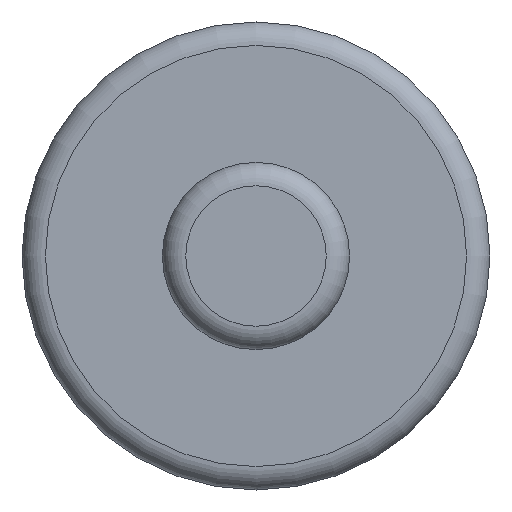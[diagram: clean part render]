
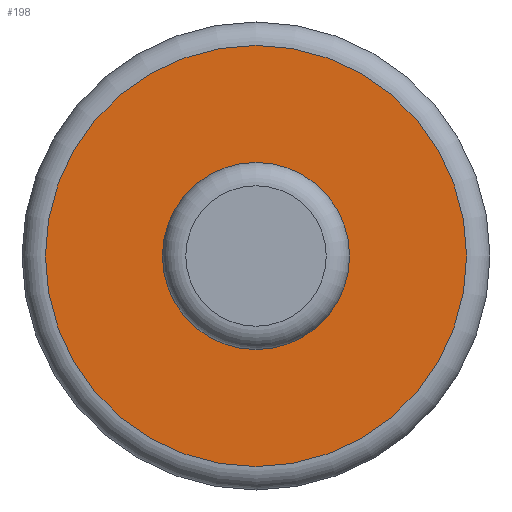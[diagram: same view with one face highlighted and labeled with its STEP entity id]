
A CAD part, front view. The second image highlights one B-rep face of the part: STEP entity #198.
In plain terms, the highlighted planar face has unit normal (0, -1, 0).
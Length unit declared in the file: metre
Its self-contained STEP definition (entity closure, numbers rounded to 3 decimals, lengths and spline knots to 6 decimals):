
#33=ORIENTED_EDGE('',*,*,#68,.T.);
#34=ORIENTED_EDGE('',*,*,#67,.T.);
#67=EDGE_CURVE('',#85,#85,#103,.T.);
#68=EDGE_CURVE('',#86,#86,#104,.T.);
#85=VERTEX_POINT('',#357);
#86=VERTEX_POINT('',#360);
#103=CIRCLE('',#236,0.004);
#104=CIRCLE('',#238,0.009);
#123=EDGE_LOOP('',(#33));
#124=EDGE_LOOP('',(#34));
#159=FACE_BOUND('',#123,.T.);
#160=FACE_BOUND('',#124,.T.);
#190=PLANE('',#237);
#198=ADVANCED_FACE('',(#159,#160),#190,.T.);
#236=AXIS2_PLACEMENT_3D('',#356,#286,#287);
#237=AXIS2_PLACEMENT_3D('',#358,#288,#289);
#238=AXIS2_PLACEMENT_3D('',#359,#290,#291);
#286=DIRECTION('',(0.,1.,0.));
#287=DIRECTION('',(0.,0.,1.));
#288=DIRECTION('',(0.,-1.,0.));
#289=DIRECTION('',(0.,0.,-1.));
#290=DIRECTION('',(0.,-1.,0.));
#291=DIRECTION('',(0.,0.,-1.));
#356=CARTESIAN_POINT('',(-0.057844,-0.086,-0.012047));
#357=CARTESIAN_POINT('',(-0.057844,-0.086,-0.008047));
#358=CARTESIAN_POINT('',(-0.050844,-0.086,-0.012047));
#359=CARTESIAN_POINT('',(-0.057844,-0.086,-0.012047));
#360=CARTESIAN_POINT('',(-0.057844,-0.086,-0.021047));
